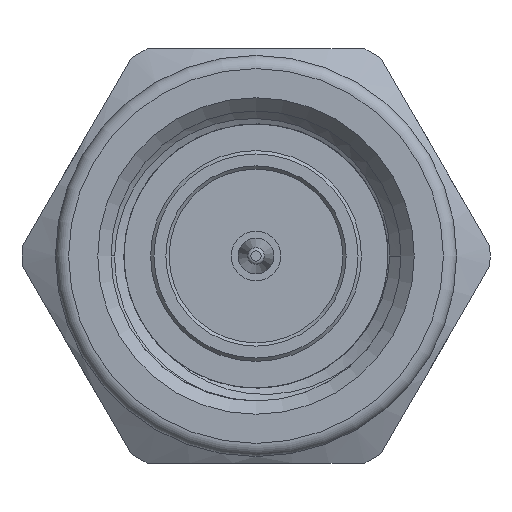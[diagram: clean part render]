
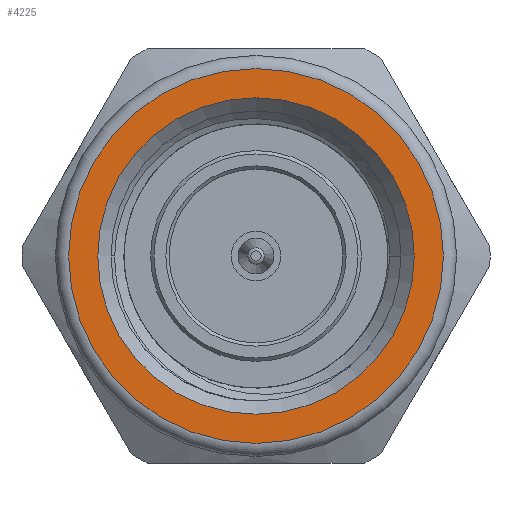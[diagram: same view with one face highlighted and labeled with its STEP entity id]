
A CAD part, left-side view. The second image highlights one B-rep face of the part: STEP entity #4225.
In plain terms, the highlighted planar face has unit normal (-1, 0, 0).
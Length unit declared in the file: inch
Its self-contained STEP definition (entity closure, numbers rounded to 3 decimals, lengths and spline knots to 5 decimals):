
#8 = CARTESIAN_POINT ( 'NONE',  ( 0., 0., 0. ) ) ;
#422 = DIRECTION ( 'NONE',  ( 0., -1., 0. ) ) ;
#489 = DIRECTION ( 'NONE',  ( 1., 0., 0. ) ) ;
#734 = DIRECTION ( 'NONE',  ( 0., -1., 0. ) ) ;
#788 = ORIENTED_EDGE ( 'NONE', *, *, #2745, .T. ) ;
#803 = FACE_BOUND ( 'NONE', #1217, .T. ) ;
#836 = DIRECTION ( 'NONE',  ( -1., 0., 0. ) ) ;
#899 = VERTEX_POINT ( 'NONE', #3575 ) ;
#1217 = EDGE_LOOP ( 'NONE', ( #3003 ) ) ;
#1324 = CARTESIAN_POINT ( 'NONE',  ( 0., -0.28266, 0. ) ) ;
#1356 = CIRCLE ( 'NONE', #3243, 0.28266 ) ;
#1513 = EDGE_LOOP ( 'NONE', ( #788 ) ) ;
#1776 = CARTESIAN_POINT ( 'NONE',  ( 0., 0., 0. ) ) ;
#1804 = AXIS2_PLACEMENT_3D ( 'NONE', #1776, #836, #3116 ) ;
#1982 = VERTEX_POINT ( 'NONE', #1324 ) ;
#2283 = FACE_OUTER_BOUND ( 'NONE', #1513, .T. ) ;
#2625 = CARTESIAN_POINT ( 'NONE',  ( 0., 0., 0. ) ) ;
#2745 = EDGE_CURVE ( 'NONE', #1982, #1982, #1356, .T. ) ;
#3003 = ORIENTED_EDGE ( 'NONE', *, *, #5130, .T. ) ;
#3116 = DIRECTION ( 'NONE',  ( 0., -1., 0. ) ) ;
#3243 = AXIS2_PLACEMENT_3D ( 'NONE', #2625, #3473, #734 ) ;
#3473 = DIRECTION ( 'NONE',  ( -1., 0., 0. ) ) ;
#3575 = CARTESIAN_POINT ( 'NONE',  ( 0., -0.23875, 0. ) ) ;
#4225 = ADVANCED_FACE ( 'NONE', ( #2283, #803 ), #5423, .T. ) ;
#4440 = CIRCLE ( 'NONE', #5314, 0.23875 ) ;
#5130 = EDGE_CURVE ( 'NONE', #899, #899, #4440, .T. ) ;
#5314 = AXIS2_PLACEMENT_3D ( 'NONE', #8, #489, #422 ) ;
#5423 = PLANE ( 'NONE',  #1804 ) ;
